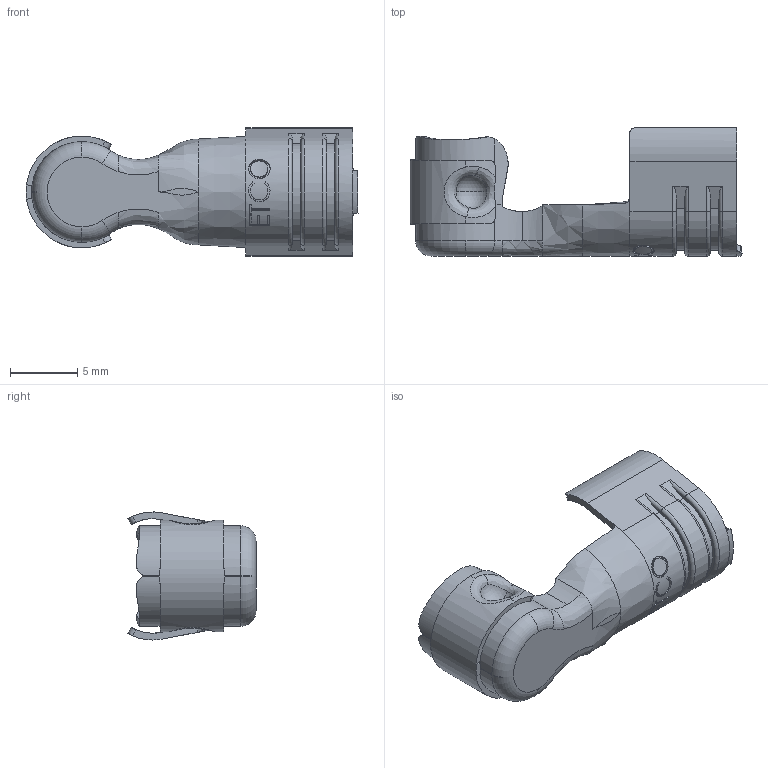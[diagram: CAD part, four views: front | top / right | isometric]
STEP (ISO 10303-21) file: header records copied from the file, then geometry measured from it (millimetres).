
FILE_DESCRIPTION (( 'STEP AP203' ), '1' );
FILE_NAME ('SP30.STEP', '2019-11-01T19:06:30', ( 'tempuser' ), ( 'Microsoft' ), 'SwSTEP 2.0', 'SolidWorks 2019', '' );
FILE_SCHEMA (( 'CONFIG_CONTROL_DESIGN' ));
Length unit declared in the file: inch
Products named in the file (3): SP30; SCA4 expanded for mating_SCA4-B; SP30_without carrier
Assembly tree (2 placements, depth 2):
  SP30
    SP30_without carrier
    SCA4 expanded for mating_SCA4-B
Bounding box: 24.68 x 9.53 x 9.52 mm (x, y, z)
Volume: 268.2 mm3; surface area: 1184 mm2
Topology: 2 solids, 2 shells, 232 faces, 665 edges, 440 vertices
Faces by surface type: bspline 83, cylinder 63, plane 62, torus 14, sphere 8, cone 2
Entity records: 13332 total; most frequent: CARTESIAN_POINT 7605, ORIENTED_EDGE 1330, DIRECTION 868, EDGE_CURVE 665, VERTEX_POINT 440, AXIS2_PLACEMENT_3D 330, B_SPLINE_CURVE_WITH_KNOTS 273, EDGE_LOOP 239
